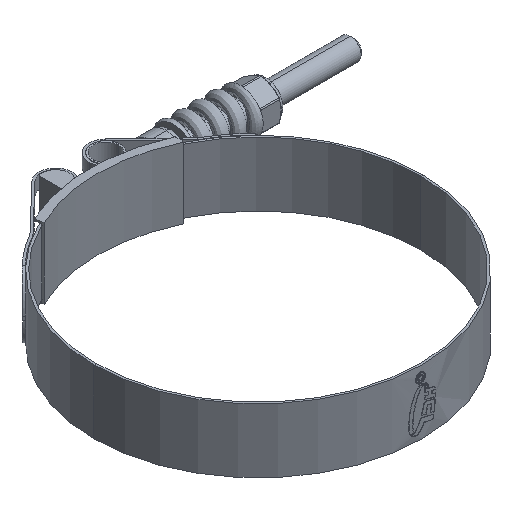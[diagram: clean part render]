
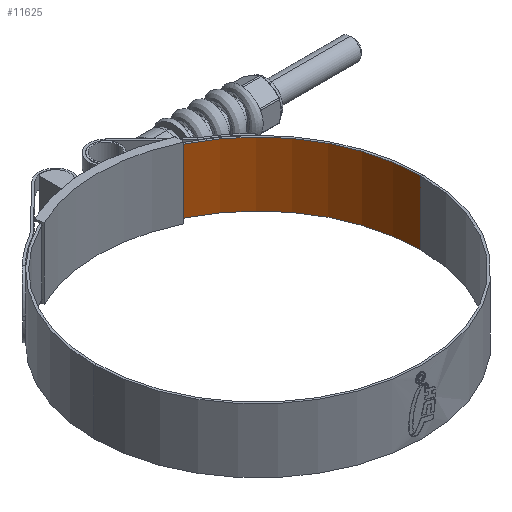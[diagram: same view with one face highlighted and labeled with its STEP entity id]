
A CAD part, isometric view. The second image highlights one B-rep face of the part: STEP entity #11625.
In plain terms, the highlighted cylindrical face has radius 48.4 mm (diameter 96.8 mm), a partial arc.
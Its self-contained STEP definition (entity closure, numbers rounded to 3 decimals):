
#661 = CARTESIAN_POINT ( 'NONE',  ( 6.798, 47.92, -9.55 ) ) ;
#961 = LINE ( 'NONE', #3498, #11187 ) ;
#1176 = ORIENTED_EDGE ( 'NONE', *, *, #15825, .F. ) ;
#2068 = DIRECTION ( 'NONE',  ( -1., 0., 0. ) ) ;
#2319 = DIRECTION ( 'NONE',  ( -1., 0., 0. ) ) ;
#2394 = CARTESIAN_POINT ( 'NONE',  ( 0., 0., 9.55 ) ) ;
#2675 = AXIS2_PLACEMENT_3D ( 'NONE', #2394, #9025, #2319 ) ;
#3110 = CARTESIAN_POINT ( 'NONE',  ( 6.798, 47.92, 9.55 ) ) ;
#3498 = CARTESIAN_POINT ( 'NONE',  ( 48.4, 0., 9.55 ) ) ;
#3553 = EDGE_CURVE ( 'NONE', #15084, #15112, #6263, .T. ) ;
#5622 = VECTOR ( 'NONE', #15148, 1000. ) ;
#5682 = CARTESIAN_POINT ( 'NONE',  ( 48.4, 0., -9.55 ) ) ;
#6263 = LINE ( 'NONE', #16414, #5622 ) ;
#7516 = CARTESIAN_POINT ( 'NONE',  ( 0., 0., 9.55 ) ) ;
#7987 = ORIENTED_EDGE ( 'NONE', *, *, #3553, .T. ) ;
#8367 = VERTEX_POINT ( 'NONE', #14089 ) ;
#8532 = DIRECTION ( 'NONE',  ( 0., 0., -1. ) ) ;
#8939 = FACE_OUTER_BOUND ( 'NONE', #16103, .T. ) ;
#9025 = DIRECTION ( 'NONE',  ( 0., 0., -1. ) ) ;
#10165 = CARTESIAN_POINT ( 'NONE',  ( 0., 0., -9.55 ) ) ;
#11187 = VECTOR ( 'NONE', #13446, 1000. ) ;
#11625 = ADVANCED_FACE ( 'NONE', ( #8939 ), #15386, .F. ) ;
#11811 = ORIENTED_EDGE ( 'NONE', *, *, #13170, .T. ) ;
#12330 = DIRECTION ( 'NONE',  ( -1., 0., 0. ) ) ;
#13170 = EDGE_CURVE ( 'NONE', #15112, #13612, #15451, .T. ) ;
#13446 = DIRECTION ( 'NONE',  ( 0., 0., -1. ) ) ;
#13612 = VERTEX_POINT ( 'NONE', #5682 ) ;
#13748 = DIRECTION ( 'NONE',  ( 0., 0., -1. ) ) ;
#14089 = CARTESIAN_POINT ( 'NONE',  ( 48.4, 0., 9.55 ) ) ;
#14106 = AXIS2_PLACEMENT_3D ( 'NONE', #10165, #13748, #12330 ) ;
#15084 = VERTEX_POINT ( 'NONE', #3110 ) ;
#15112 = VERTEX_POINT ( 'NONE', #661 ) ;
#15148 = DIRECTION ( 'NONE',  ( 0., 0., -1. ) ) ;
#15201 = AXIS2_PLACEMENT_3D ( 'NONE', #7516, #8532, #2068 ) ;
#15325 = ORIENTED_EDGE ( 'NONE', *, *, #15472, .F. ) ;
#15386 = CYLINDRICAL_SURFACE ( 'NONE', #2675, 48.4 ) ;
#15451 = CIRCLE ( 'NONE', #14106, 48.4 ) ;
#15472 = EDGE_CURVE ( 'NONE', #8367, #13612, #961, .T. ) ;
#15475 = CIRCLE ( 'NONE', #15201, 48.4 ) ;
#15825 = EDGE_CURVE ( 'NONE', #15084, #8367, #15475, .T. ) ;
#16103 = EDGE_LOOP ( 'NONE', ( #15325, #1176, #7987, #11811 ) ) ;
#16414 = CARTESIAN_POINT ( 'NONE',  ( 6.798, 47.92, 9.55 ) ) ;
